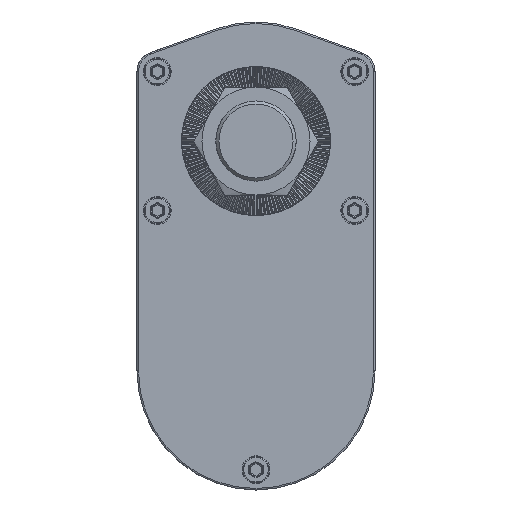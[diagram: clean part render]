
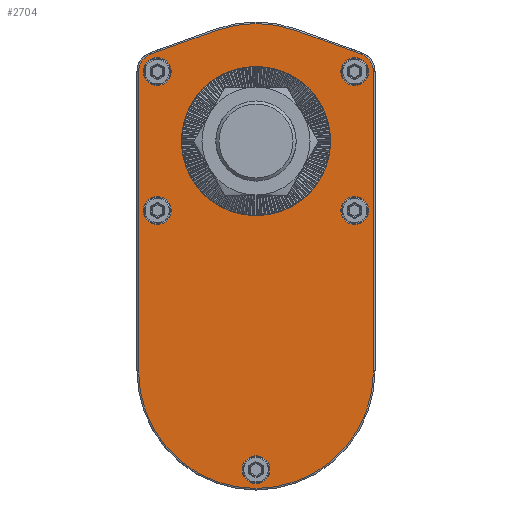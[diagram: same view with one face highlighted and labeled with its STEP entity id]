
A CAD part, front view. The second image highlights one B-rep face of the part: STEP entity #2704.
In plain terms, the highlighted planar face has unit normal (0, -1, 0).
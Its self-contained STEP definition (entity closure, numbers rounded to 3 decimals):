
#2704 = ADVANCED_FACE( '', ( #5464, #5465, #5466, #5467, #5468, #5469, #5470 ), #5471, .T. );
#5464 = FACE_BOUND( '', #14008, .T. );
#5465 = FACE_BOUND( '', #14009, .T. );
#5466 = FACE_BOUND( '', #14010, .T. );
#5467 = FACE_BOUND( '', #14011, .T. );
#5468 = FACE_BOUND( '', #14012, .T. );
#5469 = FACE_OUTER_BOUND( '', #14013, .T. );
#5470 = FACE_BOUND( '', #14014, .T. );
#5471 = PLANE( '', #14015 );
#14008 = EDGE_LOOP( '', ( #21662 ) );
#14009 = EDGE_LOOP( '', ( #21663 ) );
#14010 = EDGE_LOOP( '', ( #21664 ) );
#14011 = EDGE_LOOP( '', ( #21665 ) );
#14012 = EDGE_LOOP( '', ( #21666 ) );
#14013 = EDGE_LOOP( '', ( #21667, #21668, #21669, #21670, #21671, #21672, #21673, #21674 ) );
#14014 = EDGE_LOOP( '', ( #21675 ) );
#14015 = AXIS2_PLACEMENT_3D( '', #21676, #21677, #21678 );
#21662 = ORIENTED_EDGE( '', *, *, #21818, .T. );
#21663 = ORIENTED_EDGE( '', *, *, #22255, .T. );
#21664 = ORIENTED_EDGE( '', *, *, #23098, .T. );
#21665 = ORIENTED_EDGE( '', *, *, #24738, .T. );
#21666 = ORIENTED_EDGE( '', *, *, #23542, .T. );
#21667 = ORIENTED_EDGE( '', *, *, #21929, .T. );
#21668 = ORIENTED_EDGE( '', *, *, #21919, .T. );
#21669 = ORIENTED_EDGE( '', *, *, #22175, .T. );
#21670 = ORIENTED_EDGE( '', *, *, #23592, .T. );
#21671 = ORIENTED_EDGE( '', *, *, #24076, .T. );
#21672 = ORIENTED_EDGE( '', *, *, #21960, .T. );
#21673 = ORIENTED_EDGE( '', *, *, #21989, .T. );
#21674 = ORIENTED_EDGE( '', *, *, #24054, .T. );
#21675 = ORIENTED_EDGE( '', *, *, #24192, .F. );
#21676 = CARTESIAN_POINT( '', ( 0., 24.5, -74.5 ) );
#21677 = DIRECTION( '', ( 0., -1., 0. ) );
#21678 = DIRECTION( '', ( 0., 0., -1. ) );
#21818 = EDGE_CURVE( '', #24928, #24928, #24929, .T. );
#21919 = EDGE_CURVE( '', #25104, #25108, #25110, .T. );
#21929 = EDGE_CURVE( '', #25123, #25104, #25127, .T. );
#21960 = EDGE_CURVE( '', #25177, #25181, #25183, .T. );
#21989 = EDGE_CURVE( '', #25181, #25231, #25233, .T. );
#22175 = EDGE_CURVE( '', #25108, #25544, #25546, .T. );
#22255 = EDGE_CURVE( '', #25685, #25685, #25686, .T. );
#23098 = EDGE_CURVE( '', #27057, #27057, #27058, .T. );
#23542 = EDGE_CURVE( '', #27698, #27698, #27699, .T. );
#23592 = EDGE_CURVE( '', #25544, #27759, #27761, .T. );
#24054 = EDGE_CURVE( '', #25231, #25123, #28365, .T. );
#24076 = EDGE_CURVE( '', #27759, #25177, #28388, .T. );
#24192 = EDGE_CURVE( '', #28527, #28527, #28528, .T. );
#24738 = EDGE_CURVE( '', #29158, #29158, #29159, .T. );
#24928 = VERTEX_POINT( '', #29396 );
#24929 = CIRCLE( '', #29397, 4.5 );
#25104 = VERTEX_POINT( '', #29676 );
#25108 = VERTEX_POINT( '', #29681 );
#25110 = LINE( '', #29683, #29684 );
#25123 = VERTEX_POINT( '', #29705 );
#25127 = CIRCLE( '', #29709, 6.08 );
#25177 = VERTEX_POINT( '', #29862 );
#25181 = VERTEX_POINT( '', #29867 );
#25183 = LINE( '', #29869, #29870 );
#25231 = VERTEX_POINT( '', #29938 );
#25233 = CIRCLE( '', #29940, 38.08 );
#25544 = VERTEX_POINT( '', #30503 );
#25546 = CIRCLE( '', #30505, 38.08 );
#25685 = VERTEX_POINT( '', #30687 );
#25686 = CIRCLE( '', #30688, 4.5 );
#27057 = VERTEX_POINT( '', #34059 );
#27058 = CIRCLE( '', #34060, 4.5 );
#27698 = VERTEX_POINT( '', #35229 );
#27699 = CIRCLE( '', #35230, 4.5 );
#27759 = VERTEX_POINT( '', #35654 );
#27761 = LINE( '', #35656, #35657 );
#28365 = LINE( '', #36924, #36925 );
#28388 = CIRCLE( '', #37007, 6.08 );
#28527 = VERTEX_POINT( '', #37281 );
#28528 = CIRCLE( '', #37282, 24.1 );
#29158 = VERTEX_POINT( '', #38480 );
#29159 = CIRCLE( '', #38481, 4.5 );
#29396 = CARTESIAN_POINT( '', ( 32., 24.5, 18. ) );
#29397 = AXIS2_PLACEMENT_3D( '', #38651, #38652, #38653 );
#29676 = CARTESIAN_POINT( '', ( 34.067, 24.5, 28.178 ) );
#29681 = CARTESIAN_POINT( '', ( 12.944, 24.5, 35.813 ) );
#29683 = CARTESIAN_POINT( '', ( 36.76, 24.5, 27.204 ) );
#29684 = VECTOR( '', #38779, 1000. );
#29705 = CARTESIAN_POINT( '', ( 38.08, 24.5, 22.46 ) );
#29709 = AXIS2_PLACEMENT_3D( '', #38791, #38792, #38793 );
#29862 = CARTESIAN_POINT( '', ( -38.08, 24.5, 22.46 ) );
#29867 = CARTESIAN_POINT( '', ( -38.08, 24.5, -74.5 ) );
#29869 = CARTESIAN_POINT( '', ( -38.08, 24.5, -74.5 ) );
#29870 = VECTOR( '', #38832, 1000. );
#29938 = CARTESIAN_POINT( '', ( 38.08, 24.5, -74.5 ) );
#29940 = AXIS2_PLACEMENT_3D( '', #38866, #38867, #38868 );
#30503 = CARTESIAN_POINT( '', ( -12.944, 24.5, 35.813 ) );
#30505 = AXIS2_PLACEMENT_3D( '', #39083, #39084, #39085 );
#30687 = CARTESIAN_POINT( '', ( 32., 24.5, -27. ) );
#30688 = AXIS2_PLACEMENT_3D( '', #39192, #39193, #39194 );
#34059 = CARTESIAN_POINT( '', ( -32., 24.5, -27. ) );
#34060 = AXIS2_PLACEMENT_3D( '', #40122, #40123, #40124 );
#35229 = CARTESIAN_POINT( '', ( -32., 24.5, 18. ) );
#35230 = AXIS2_PLACEMENT_3D( '', #40591, #40592, #40593 );
#35654 = CARTESIAN_POINT( '', ( -34.067, 24.5, 28.178 ) );
#35656 = CARTESIAN_POINT( '', ( -36.76, 24.5, 27.204 ) );
#35657 = VECTOR( '', #40659, 1000. );
#36924 = CARTESIAN_POINT( '', ( 38.08, 24.5, -74.5 ) );
#36925 = VECTOR( '', #41142, 1000. );
#37007 = AXIS2_PLACEMENT_3D( '', #41158, #41159, #41160 );
#37281 = CARTESIAN_POINT( '', ( 0., 24.5, -24.1 ) );
#37282 = AXIS2_PLACEMENT_3D( '', #41287, #41288, #41289 );
#38480 = CARTESIAN_POINT( '', ( 0., 24.5, -111. ) );
#38481 = AXIS2_PLACEMENT_3D( '', #41895, #41896, #41897 );
#38651 = CARTESIAN_POINT( '', ( 32., 24.5, 22.5 ) );
#38652 = DIRECTION( '', ( 0., 1., 0. ) );
#38653 = DIRECTION( '', ( 0., 0., -1. ) );
#38779 = DIRECTION( '', ( -0.94, 0., 0.34 ) );
#38791 = CARTESIAN_POINT( '', ( 32., 24.5, 22.46 ) );
#38792 = DIRECTION( '', ( 0., -1., 0. ) );
#38793 = DIRECTION( '', ( 0., 0., -1. ) );
#38832 = DIRECTION( '', ( 0., 0., -1. ) );
#38866 = CARTESIAN_POINT( '', ( 0., 24.5, -74.5 ) );
#38867 = DIRECTION( '', ( 0., -1., 0. ) );
#38868 = DIRECTION( '', ( 0., 0., -1. ) );
#39083 = CARTESIAN_POINT( '', ( 0., 24.5, 0. ) );
#39084 = DIRECTION( '', ( 0., -1., 0. ) );
#39085 = DIRECTION( '', ( 0., 0., -1. ) );
#39192 = CARTESIAN_POINT( '', ( 32., 24.5, -22.5 ) );
#39193 = DIRECTION( '', ( 0., 1., 0. ) );
#39194 = DIRECTION( '', ( 0., 0., -1. ) );
#40122 = CARTESIAN_POINT( '', ( -32., 24.5, -22.5 ) );
#40123 = DIRECTION( '', ( 0., 1., 0. ) );
#40124 = DIRECTION( '', ( 0., 0., -1. ) );
#40591 = CARTESIAN_POINT( '', ( -32., 24.5, 22.5 ) );
#40592 = DIRECTION( '', ( 0., 1., 0. ) );
#40593 = DIRECTION( '', ( 0., 0., -1. ) );
#40659 = DIRECTION( '', ( -0.94, 0., -0.34 ) );
#41142 = DIRECTION( '', ( 0., 0., 1. ) );
#41158 = CARTESIAN_POINT( '', ( -32., 24.5, 22.46 ) );
#41159 = DIRECTION( '', ( 0., -1., 0. ) );
#41160 = DIRECTION( '', ( 0., 0., -1. ) );
#41287 = CARTESIAN_POINT( '', ( 0., 24.5, 0. ) );
#41288 = DIRECTION( '', ( 0., -1., 0. ) );
#41289 = DIRECTION( '', ( 0., 0., -1. ) );
#41895 = CARTESIAN_POINT( '', ( 0., 24.5, -106.5 ) );
#41896 = DIRECTION( '', ( 0., 1., 0. ) );
#41897 = DIRECTION( '', ( 0., 0., -1. ) );
